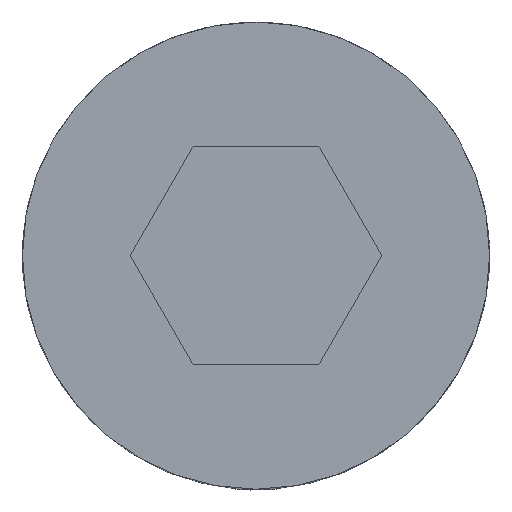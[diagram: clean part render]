
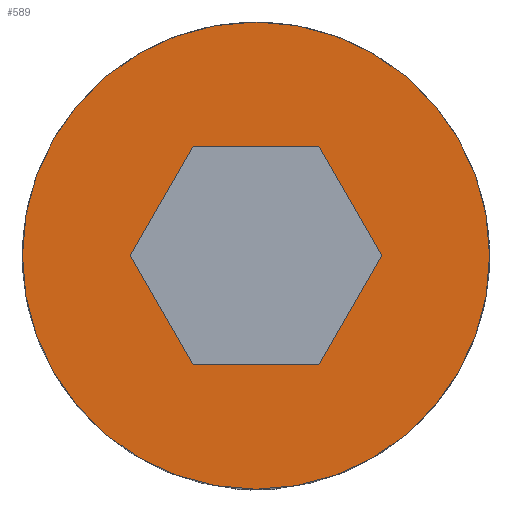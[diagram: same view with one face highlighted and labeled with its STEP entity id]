
A CAD part, top view. The second image highlights one B-rep face of the part: STEP entity #589.
In plain terms, the highlighted planar face has unit normal (0, 0, 1).
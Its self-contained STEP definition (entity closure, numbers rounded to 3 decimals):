
#15=FACE_BOUND('',#113,.T.);
#44=PLANE('',#663);
#78=FACE_OUTER_BOUND('',#112,.T.);
#112=EDGE_LOOP('',(#536));
#113=EDGE_LOOP('',(#537,#538,#539,#540,#541,#542));
#139=CIRCLE('',#651,7.5);
#171=LINE('',#1069,#214);
#174=LINE('',#1074,#217);
#176=LINE('',#1078,#219);
#178=LINE('',#1082,#221);
#180=LINE('',#1086,#223);
#182=LINE('',#1089,#225);
#214=VECTOR('',#805,10.);
#217=VECTOR('',#810,10.);
#219=VECTOR('',#814,10.);
#221=VECTOR('',#818,10.);
#223=VECTOR('',#822,10.);
#225=VECTOR('',#826,10.);
#275=VERTEX_POINT('',#1046);
#282=VERTEX_POINT('',#1067);
#283=VERTEX_POINT('',#1068);
#284=VERTEX_POINT('',#1073);
#285=VERTEX_POINT('',#1077);
#286=VERTEX_POINT('',#1081);
#287=VERTEX_POINT('',#1085);
#354=EDGE_CURVE('',#275,#275,#139,.T.);
#361=EDGE_CURVE('',#282,#283,#171,.T.);
#364=EDGE_CURVE('',#283,#284,#174,.T.);
#366=EDGE_CURVE('',#284,#285,#176,.T.);
#368=EDGE_CURVE('',#285,#286,#178,.T.);
#370=EDGE_CURVE('',#286,#287,#180,.T.);
#372=EDGE_CURVE('',#287,#282,#182,.T.);
#536=ORIENTED_EDGE('',*,*,#354,.F.);
#537=ORIENTED_EDGE('',*,*,#372,.T.);
#538=ORIENTED_EDGE('',*,*,#361,.T.);
#539=ORIENTED_EDGE('',*,*,#364,.T.);
#540=ORIENTED_EDGE('',*,*,#366,.T.);
#541=ORIENTED_EDGE('',*,*,#368,.T.);
#542=ORIENTED_EDGE('',*,*,#370,.T.);
#589=ADVANCED_FACE('',(#78,#15),#44,.F.);
#651=AXIS2_PLACEMENT_3D('',#1048,#785,#786);
#663=AXIS2_PLACEMENT_3D('',#1090,#827,#828);
#785=DIRECTION('center_axis',(0.,0.,
-1.));
#786=DIRECTION('ref_axis',(-1.,0.,0.));
#805=DIRECTION('',(-1.,0.,0.));
#810=DIRECTION('',(-0.5,0.866,0.));
#814=DIRECTION('',(0.5,0.866,0.));
#818=DIRECTION('',(1.,0.,0.));
#822=DIRECTION('',(0.5,-0.866,0.));
#826=DIRECTION('',(-0.5,-0.866,0.));
#827=DIRECTION('center_axis',(0.,0.,
-1.));
#828=DIRECTION('ref_axis',(-1.,0.,0.));
#1046=CARTESIAN_POINT('',(7.5,0.,0.));
#1048=CARTESIAN_POINT('Origin',(0.,0.,
0.));
#1067=CARTESIAN_POINT('',(2.021,-3.5,0.));
#1068=CARTESIAN_POINT('',(-2.021,-3.5,0.));
#1069=CARTESIAN_POINT('',(2.021,-3.5,0.));
#1073=CARTESIAN_POINT('',(-4.041,0.,0.));
#1074=CARTESIAN_POINT('',(-2.021,-3.5,0.));
#1077=CARTESIAN_POINT('',(-2.021,3.5,0.));
#1078=CARTESIAN_POINT('',(-4.041,0.,0.));
#1081=CARTESIAN_POINT('',(2.021,3.5,0.));
#1082=CARTESIAN_POINT('',(-2.021,3.5,0.));
#1085=CARTESIAN_POINT('',(4.041,0.,0.));
#1086=CARTESIAN_POINT('',(2.021,3.5,0.));
#1089=CARTESIAN_POINT('',(4.041,0.,0.));
#1090=CARTESIAN_POINT('Origin',(0.,-5.,0.));
